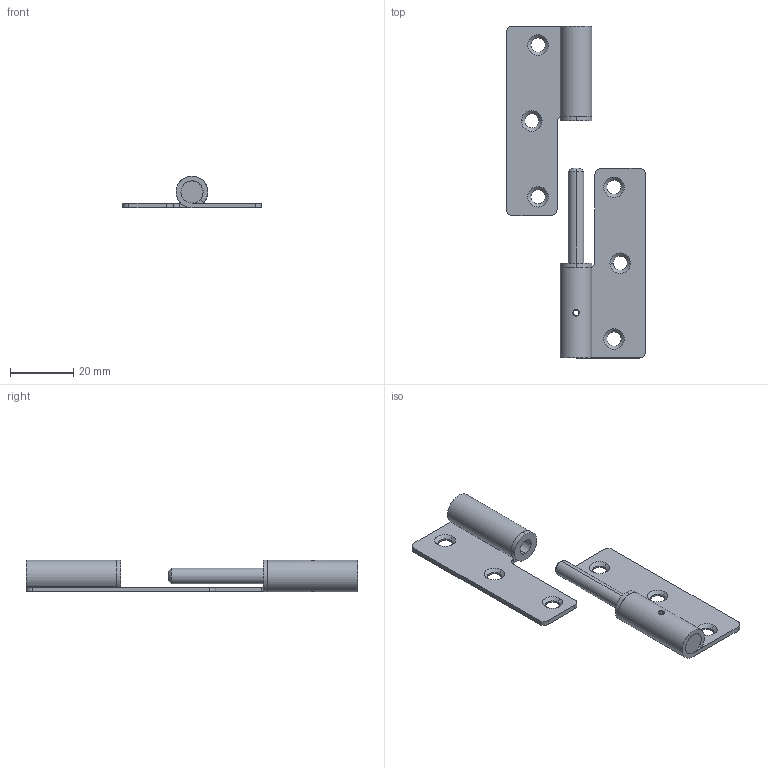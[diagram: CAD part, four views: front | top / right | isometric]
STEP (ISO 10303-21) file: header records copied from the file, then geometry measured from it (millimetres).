
FILE_DESCRIPTION (( 'STEP AP203' ), '1' );
FILE_NAME ('B-1268-2-L.STEP', '2018-04-06T02:35:53', ( '' ), ( '' ), 'SwSTEP 2.0', 'SolidWorks 2014', '' );
FILE_SCHEMA (( 'CONFIG_CONTROL_DESIGN' ));
Length unit declared in the file: millimetre
Products named in the file (6): B-1268-2-L; B-1268-2_シャフト_; B-1268-2_カラー_; B-1268-2_羽根__L-A; B-1268-2_φ2.0用スプリングピン_; B-1268-2_羽根__L-B
Assembly tree (5 placements, depth 2):
  B-1268-2-L
    B-1268-2_シャフト_
    B-1268-2_羽根__L-A
    B-1268-2_羽根__L-B
    B-1268-2_カラー_
    B-1268-2_φ2.0用スプリングピン_
Bounding box: 44 x 105 x 10 mm (x, y, z)
Volume: 7576.9 mm3; surface area: 10387.8 mm2
Topology: 5 solids, 5 shells, 90 faces, 229 edges, 148 vertices
Faces by surface type: cylinder 44, plane 29, cone 17
Entity records: 3561 total; most frequent: CARTESIAN_POINT 673, DIRECTION 499, ORIENTED_EDGE 458, EDGE_CURVE 229, AXIS2_PLACEMENT_3D 196, VERTEX_POINT 148, EDGE_LOOP 109, LINE 107
